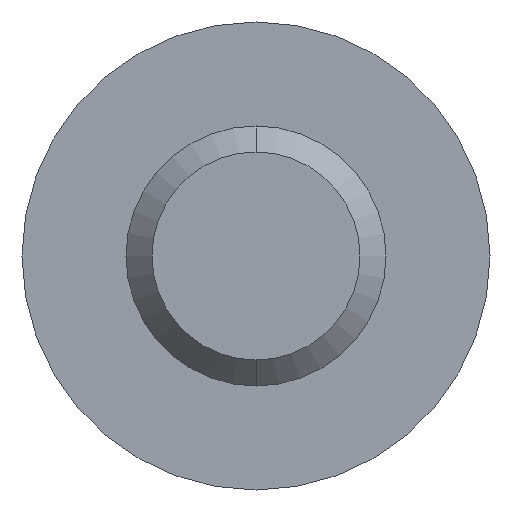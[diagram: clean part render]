
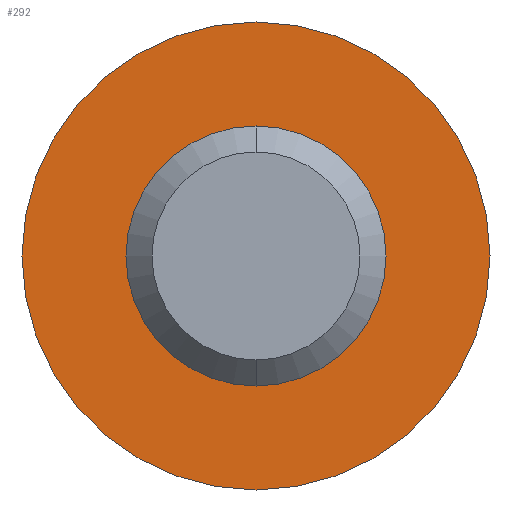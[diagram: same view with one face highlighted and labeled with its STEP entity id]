
A CAD part, front view. The second image highlights one B-rep face of the part: STEP entity #292.
In plain terms, the highlighted planar face has unit normal (0, -1, 0).
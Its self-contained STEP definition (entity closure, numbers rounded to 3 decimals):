
#2 = AXIS2_PLACEMENT_3D ( 'NONE', #510, #381, #151 ) ;
#15 = DIRECTION ( 'NONE',  ( 0., 0., 1. ) ) ;
#17 = DIRECTION ( 'NONE',  ( 0., 1., 0. ) ) ;
#53 = DIRECTION ( 'NONE',  ( 0., 1., 0. ) ) ;
#69 = VERTEX_POINT ( 'NONE', #363 ) ;
#70 = EDGE_CURVE ( 'NONE', #474, #257, #84, .T. ) ;
#74 = EDGE_LOOP ( 'NONE', ( #468, #415 ) ) ;
#76 = FACE_BOUND ( 'NONE', #74, .T. ) ;
#84 = CIRCLE ( 'NONE', #434, 2.25 ) ;
#145 = ORIENTED_EDGE ( 'NONE', *, *, #495, .F. ) ;
#151 = DIRECTION ( 'NONE',  ( 0., 0., 1. ) ) ;
#159 = ORIENTED_EDGE ( 'NONE', *, *, #70, .F. ) ;
#161 = CARTESIAN_POINT ( 'NONE',  ( 0., 10., 0. ) ) ;
#168 = CARTESIAN_POINT ( 'NONE',  ( 0., 10., 0. ) ) ;
#196 = DIRECTION ( 'NONE',  ( 0., 0., 1. ) ) ;
#202 = CARTESIAN_POINT ( 'NONE',  ( 0., 10., 0. ) ) ;
#206 = DIRECTION ( 'NONE',  ( 0., 0., 1. ) ) ;
#225 = VERTEX_POINT ( 'NONE', #372 ) ;
#241 = CARTESIAN_POINT ( 'NONE',  ( 0., 10., 0. ) ) ;
#254 = CIRCLE ( 'NONE', #360, 1.25 ) ;
#257 = VERTEX_POINT ( 'NONE', #507 ) ;
#261 = PLANE ( 'NONE',  #2 ) ;
#280 = DIRECTION ( 'NONE',  ( 0., 0., 1. ) ) ;
#284 = FACE_OUTER_BOUND ( 'NONE', #455, .T. ) ;
#292 = ADVANCED_FACE ( 'NONE', ( #76, #284 ), #261, .F. ) ;
#315 = CIRCLE ( 'NONE', #384, 2.25 ) ;
#331 = CIRCLE ( 'NONE', #479, 1.25 ) ;
#360 = AXIS2_PLACEMENT_3D ( 'NONE', #241, #17, #280 ) ;
#363 = CARTESIAN_POINT ( 'NONE',  ( 0., 10., 1.25 ) ) ;
#372 = CARTESIAN_POINT ( 'NONE',  ( 0., 10., -1.25 ) ) ;
#381 = DIRECTION ( 'NONE',  ( 0., 1., 0. ) ) ;
#384 = AXIS2_PLACEMENT_3D ( 'NONE', #168, #441, #206 ) ;
#399 = CARTESIAN_POINT ( 'NONE',  ( 0., 10., 2.25 ) ) ;
#406 = EDGE_CURVE ( 'NONE', #225, #69, #331, .T. ) ;
#415 = ORIENTED_EDGE ( 'NONE', *, *, #472, .T. ) ;
#432 = DIRECTION ( 'NONE',  ( 0., 1., 0. ) ) ;
#434 = AXIS2_PLACEMENT_3D ( 'NONE', #202, #53, #15 ) ;
#441 = DIRECTION ( 'NONE',  ( 0., 1., 0. ) ) ;
#455 = EDGE_LOOP ( 'NONE', ( #145, #159 ) ) ;
#468 = ORIENTED_EDGE ( 'NONE', *, *, #406, .T. ) ;
#472 = EDGE_CURVE ( 'NONE', #69, #225, #254, .T. ) ;
#474 = VERTEX_POINT ( 'NONE', #399 ) ;
#479 = AXIS2_PLACEMENT_3D ( 'NONE', #161, #432, #196 ) ;
#495 = EDGE_CURVE ( 'NONE', #257, #474, #315, .T. ) ;
#507 = CARTESIAN_POINT ( 'NONE',  ( 0., 10., -2.25 ) ) ;
#510 = CARTESIAN_POINT ( 'NONE',  ( 0., 10., 0. ) ) ;
